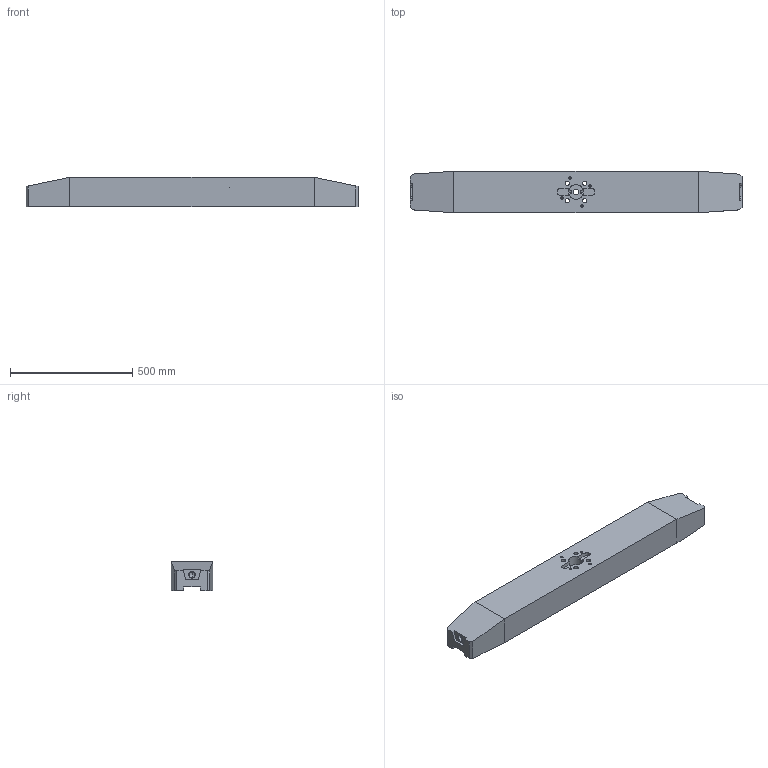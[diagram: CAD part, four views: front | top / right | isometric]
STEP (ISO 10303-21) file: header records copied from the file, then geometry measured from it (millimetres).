
FILE_DESCRIPTION(('no description'),'unknown implementation level');
FILE_NAME('EF9E1F1B-806F-4D2C-8BDC-28A2F7D18E72_export.stp',' ',('CIMSOURCE GmbH'),('CADClick - KiM GmbH - www.kimweb.de'),'unknown preprocess','ACIS','unknown authorization');
FILE_SCHEMA(('automotive_design'));
Length unit declared in the file: millimetre
Products named in the file (1): Kreismuster12
Bounding box: 1360 x 170 x 120 mm (x, y, z)
Volume: 23635616.6 mm3; surface area: 1000728.2 mm2
Topology: 1 solids, 1 shells, 400 faces, 928 edges, 562 vertices
Faces by surface type: cylinder 222, plane 110, cone 68
Entity records: 21645 total; most frequent: DIRECTION 2184, CARTESIAN_POINT 1936, STYLED_ITEM 1831, PRESENTATION_STYLE_ASSIGNMENT 1831, COLOUR_RGB 1831, ORIENTED_EDGE 1736, AXIS2_PLACEMENT_3D 886, EDGE_CURVE 868
